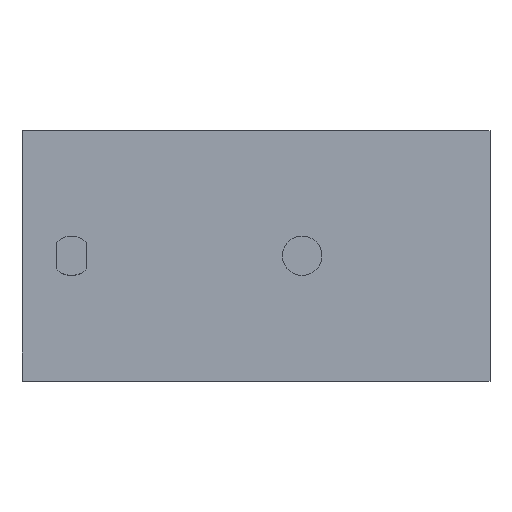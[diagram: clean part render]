
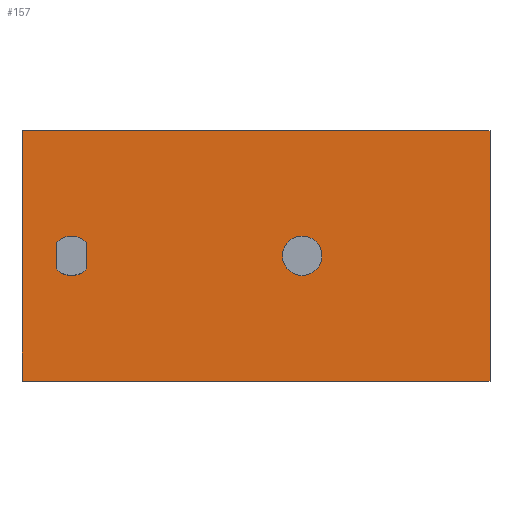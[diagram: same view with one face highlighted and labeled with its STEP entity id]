
A CAD part, top view. The second image highlights one B-rep face of the part: STEP entity #157.
In plain terms, the highlighted planar face has unit normal (0, 0, 1).
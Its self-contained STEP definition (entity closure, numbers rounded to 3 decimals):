
#62=PLANE('',#525);
#79=LINE('',#938,#113);
#83=LINE('',#948,#117);
#89=LINE('',#969,#123);
#93=LINE('',#978,#127);
#100=LINE('',#991,#134);
#101=LINE('',#993,#135);
#113=VECTOR('',#585,1.);
#117=VECTOR('',#595,1.);
#123=VECTOR('',#615,1.);
#127=VECTOR('',#621,1.);
#134=VECTOR('',#634,1.);
#135=VECTOR('',#637,1.);
#157=ADVANCED_FACE('',(#200,#201,#202),#62,.T.);
#182=CIRCLE('',#511,6.);
#183=CIRCLE('',#514,6.);
#185=CIRCLE('',#518,6.);
#200=FACE_BOUND('',#236,.T.);
#201=FACE_BOUND('',#237,.T.);
#202=FACE_BOUND('',#238,.T.);
#236=EDGE_LOOP('',(#333,#334,#335,#336));
#237=EDGE_LOOP('',(#337));
#238=EDGE_LOOP('',(#338,#339,#340,#341));
#333=ORIENTED_EDGE('',*,*,#452,.F.);
#334=ORIENTED_EDGE('',*,*,#460,.F.);
#335=ORIENTED_EDGE('',*,*,#448,.T.);
#336=ORIENTED_EDGE('',*,*,#459,.T.);
#337=ORIENTED_EDGE('',*,*,#443,.F.);
#338=ORIENTED_EDGE('',*,*,#439,.F.);
#339=ORIENTED_EDGE('',*,*,#441,.F.);
#340=ORIENTED_EDGE('',*,*,#434,.F.);
#341=ORIENTED_EDGE('',*,*,#437,.F.);
#387=VERTEX_POINT('',#939);
#388=VERTEX_POINT('',#940);
#389=VERTEX_POINT('',#945);
#390=VERTEX_POINT('',#949);
#392=VERTEX_POINT('',#958);
#397=VERTEX_POINT('',#968);
#398=VERTEX_POINT('',#970);
#401=VERTEX_POINT('',#977);
#402=VERTEX_POINT('',#979);
#434=EDGE_CURVE('',#387,#388,#79,.T.);
#437=EDGE_CURVE('',#389,#387,#182,.T.);
#439=EDGE_CURVE('',#390,#389,#83,.T.);
#441=EDGE_CURVE('',#388,#390,#183,.T.);
#443=EDGE_CURVE('',#392,#392,#185,.T.);
#448=EDGE_CURVE('',#398,#397,#89,.T.);
#452=EDGE_CURVE('',#401,#402,#93,.T.);
#459=EDGE_CURVE('',#397,#402,#100,.T.);
#460=EDGE_CURVE('',#398,#401,#101,.T.);
#511=AXIS2_PLACEMENT_3D('',#944,#590,#591);
#514=AXIS2_PLACEMENT_3D('',#952,#599,#600);
#518=AXIS2_PLACEMENT_3D('',#957,#607,#608);
#525=AXIS2_PLACEMENT_3D('',#994,#638,#639);
#585=DIRECTION('',(0.,-1.,0.));
#590=DIRECTION('',(0.,0.,1.));
#591=DIRECTION('',(-1.,0.,0.));
#595=DIRECTION('',(0.,1.,0.));
#599=DIRECTION('',(0.,0.,1.));
#600=DIRECTION('',(-1.,0.,0.));
#607=DIRECTION('',(0.,0.,1.));
#608=DIRECTION('',(1.,0.,0.));
#615=DIRECTION('',(1.,0.,0.));
#621=DIRECTION('',(1.,0.,0.));
#634=DIRECTION('',(0.,1.,0.));
#637=DIRECTION('',(0.,1.,0.));
#638=DIRECTION('',(0.,0.,1.));
#639=DIRECTION('',(-1.,0.,0.));
#938=CARTESIAN_POINT('',(-74.5,-3.969,0.));
#939=CARTESIAN_POINT('',(-74.5,3.969,0.));
#940=CARTESIAN_POINT('',(-74.5,-3.969,0.));
#944=CARTESIAN_POINT('',(-70.,0.,0.));
#945=CARTESIAN_POINT('',(-65.5,3.969,0.));
#948=CARTESIAN_POINT('',(-65.5,-3.969,0.));
#949=CARTESIAN_POINT('',(-65.5,-3.969,0.));
#952=CARTESIAN_POINT('',(-70.,0.,0.));
#957=CARTESIAN_POINT('',(0.,0.,0.));
#958=CARTESIAN_POINT('',(6.,0.,0.));
#968=CARTESIAN_POINT('',(57.,-38.,0.));
#969=CARTESIAN_POINT('',(-85.,-38.,0.));
#970=CARTESIAN_POINT('',(-85.,-38.,0.));
#977=CARTESIAN_POINT('',(-85.,38.,0.));
#978=CARTESIAN_POINT('',(-85.,38.,0.));
#979=CARTESIAN_POINT('',(57.,38.,0.));
#991=CARTESIAN_POINT('',(57.,-38.,0.));
#993=CARTESIAN_POINT('',(-85.,-38.,0.));
#994=CARTESIAN_POINT('',(-85.,-38.,0.));
